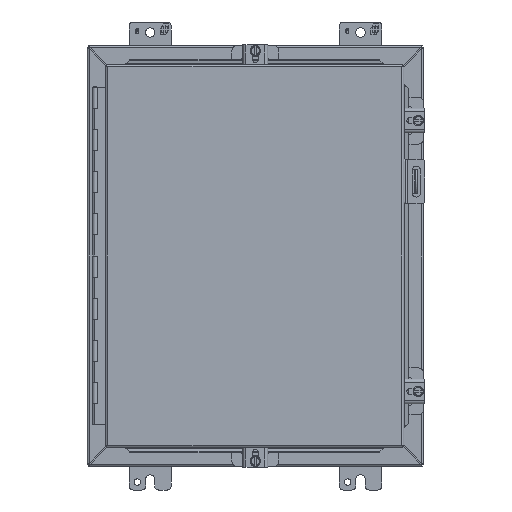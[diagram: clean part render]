
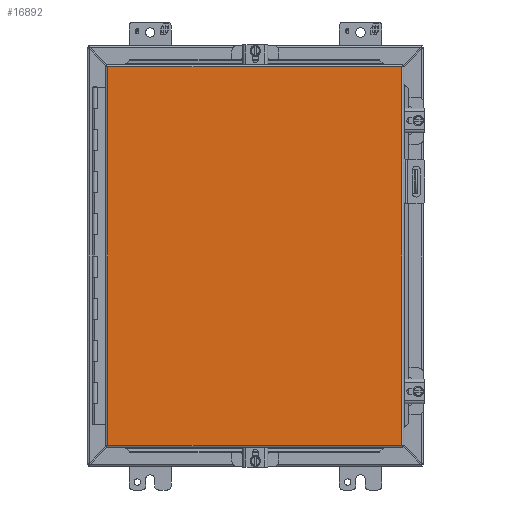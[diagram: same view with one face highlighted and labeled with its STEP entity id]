
A CAD part, front view. The second image highlights one B-rep face of the part: STEP entity #16892.
In plain terms, the highlighted planar face has unit normal (0, -1, 0).
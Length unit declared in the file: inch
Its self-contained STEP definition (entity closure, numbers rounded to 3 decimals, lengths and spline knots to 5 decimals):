
#183 = EDGE_CURVE ( 'NONE', #22386, #23071, #3600, .T. ) ;
#1031 = EDGE_CURVE ( 'NONE', #23071, #36003, #14465, .T. ) ;
#1099 = LINE ( 'NONE', #30463, #18757 ) ;
#3306 = ORIENTED_EDGE ( 'NONE', *, *, #33589, .F. ) ;
#3512 = ORIENTED_EDGE ( 'NONE', *, *, #9883, .F. ) ;
#3600 = LINE ( 'NONE', #21459, #10794 ) ;
#6942 = CARTESIAN_POINT ( 'NONE',  ( 6.955, -9.21, -8.9945 ) ) ;
#9883 = EDGE_CURVE ( 'NONE', #36003, #23760, #21660, .T. ) ;
#10392 = DIRECTION ( 'NONE',  ( 0., 0., 1. ) ) ;
#10794 = VECTOR ( 'NONE', #18180, 39.37008 ) ;
#12703 = CARTESIAN_POINT ( 'NONE',  ( 6.955, -9.21, -8.9945 ) ) ;
#12812 = DIRECTION ( 'NONE',  ( 0., 0., -1. ) ) ;
#14384 = CARTESIAN_POINT ( 'NONE',  ( -7.017, -9.21, -8.9945 ) ) ;
#14465 = LINE ( 'NONE', #6942, #20119 ) ;
#16892 = ADVANCED_FACE ( 'NONE', ( #27374 ), #27617, .T. ) ;
#18180 = DIRECTION ( 'NONE',  ( 0., 0., -1. ) ) ;
#18757 = VECTOR ( 'NONE', #37736, 39.37008 ) ;
#20119 = VECTOR ( 'NONE', #46185, 39.37008 ) ;
#21459 = CARTESIAN_POINT ( 'NONE',  ( 6.955, -9.21, 8.9945 ) ) ;
#21660 = LINE ( 'NONE', #14384, #26014 ) ;
#22386 = VERTEX_POINT ( 'NONE', #28544 ) ;
#23071 = VERTEX_POINT ( 'NONE', #12703 ) ;
#23760 = VERTEX_POINT ( 'NONE', #28781 ) ;
#26014 = VECTOR ( 'NONE', #10392, 39.37008 ) ;
#27142 = DIRECTION ( 'NONE',  ( 0., -1., 0. ) ) ;
#27374 = FACE_OUTER_BOUND ( 'NONE', #35459, .T. ) ;
#27617 = PLANE ( 'NONE',  #44430 ) ;
#28544 = CARTESIAN_POINT ( 'NONE',  ( 6.955, -9.21, 8.9945 ) ) ;
#28728 = ORIENTED_EDGE ( 'NONE', *, *, #1031, .F. ) ;
#28781 = CARTESIAN_POINT ( 'NONE',  ( -7.017, -9.21, 8.9945 ) ) ;
#30463 = CARTESIAN_POINT ( 'NONE',  ( -7.017, -9.21, 8.9945 ) ) ;
#31153 = CARTESIAN_POINT ( 'NONE',  ( -7.017, -9.21, -8.9945 ) ) ;
#31356 = CARTESIAN_POINT ( 'NONE',  ( -7.017, -9.21, -8.9945 ) ) ;
#33589 = EDGE_CURVE ( 'NONE', #23760, #22386, #1099, .T. ) ;
#35459 = EDGE_LOOP ( 'NONE', ( #38503, #3306, #3512, #28728 ) ) ;
#36003 = VERTEX_POINT ( 'NONE', #31153 ) ;
#37736 = DIRECTION ( 'NONE',  ( 1., 0., 0. ) ) ;
#38503 = ORIENTED_EDGE ( 'NONE', *, *, #183, .F. ) ;
#44430 = AXIS2_PLACEMENT_3D ( 'NONE', #31356, #27142, #12812 ) ;
#46185 = DIRECTION ( 'NONE',  ( -1., 0., 0. ) ) ;
